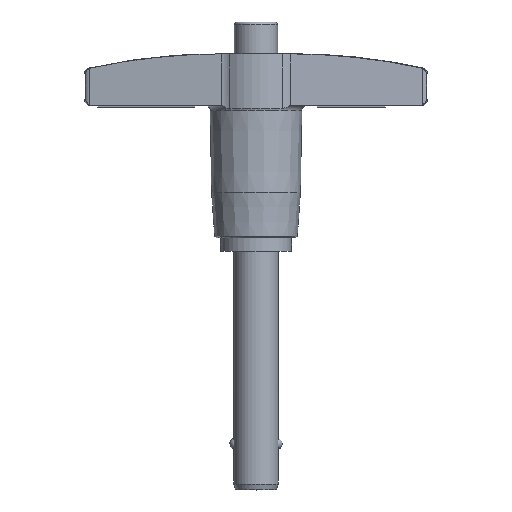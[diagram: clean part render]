
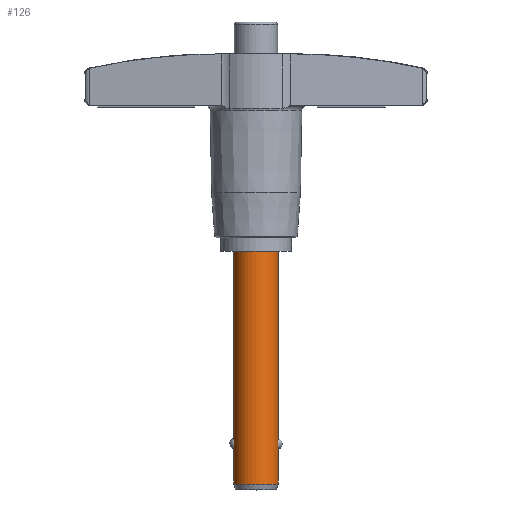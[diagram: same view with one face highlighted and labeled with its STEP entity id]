
A CAD part, top view. The second image highlights one B-rep face of the part: STEP entity #126.
In plain terms, the highlighted cylindrical face has radius 3 mm (diameter 6 mm), a full revolution.
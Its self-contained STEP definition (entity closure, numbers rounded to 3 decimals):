
#126 = ADVANCED_FACE( '', ( #281, #282, #283, #284 ), #285, .T. );
#281 = FACE_OUTER_BOUND( '', #468, .T. );
#282 = FACE_BOUND( '', #469, .T. );
#283 = FACE_BOUND( '', #470, .T. );
#284 = FACE_OUTER_BOUND( '', #471, .T. );
#285 = CYLINDRICAL_SURFACE( '', #472, 3. );
#468 = EDGE_LOOP( '', ( #806 ) );
#469 = EDGE_LOOP( '', ( #807 ) );
#470 = EDGE_LOOP( '', ( #808 ) );
#471 = EDGE_LOOP( '', ( #809 ) );
#472 = AXIS2_PLACEMENT_3D( '', #810, #811, #812 );
#806 = ORIENTED_EDGE( '', *, *, #1105, .F. );
#807 = ORIENTED_EDGE( '', *, *, #1108, .T. );
#808 = ORIENTED_EDGE( '', *, *, #1131, .T. );
#809 = ORIENTED_EDGE( '', *, *, #1132, .T. );
#810 = CARTESIAN_POINT( '', ( 0., 30.7, 0. ) );
#811 = DIRECTION( '', ( 0., -1., 0. ) );
#812 = DIRECTION( '', ( -1., 0., 0. ) );
#1105 = EDGE_CURVE( '', #1323, #1323, #1324, .T. );
#1108 = EDGE_CURVE( '', #1326, #1326, #1327, .T. );
#1131 = EDGE_CURVE( '', #1358, #1358, #1359, .T. );
#1132 = EDGE_CURVE( '', #1360, #1360, #1361, .T. );
#1323 = VERTEX_POINT( '', #1724 );
#1324 = CIRCLE( '', #1725, 3. );
#1326 = VERTEX_POINT( '', #1727 );
#1327 = B_SPLINE_CURVE_WITH_KNOTS( '', 3, ( #1728, #1729, #1730, #1731, #1732, #1733, #1734, #1735, #1736, #1737, #1738, #1739, #1740, #1741, #1742, #1743, #1744, #1745, #1746, #1747, #1748, #1749, #1750, #1751, #1752, #1753, #1754, #1755 ), .UNSPECIFIED., .T., .F., ( 2, 2, 2, 2, 2, 2, 2, 2, 2, 2, 2, 2, 2, 2, 2, 2 ), ( 0., 0., 0., 0.001, 0.001, 0.002, 0.002, 0.002, 0.003, 0.003, 0.004, 0.004, 0.004, 0.004, 0.005, 0.005 ), .UNSPECIFIED. );
#1358 = VERTEX_POINT( '', #1802 );
#1359 = B_SPLINE_CURVE_WITH_KNOTS( '', 3, ( #1803, #1804, #1805, #1806, #1807, #1808, #1809, #1810, #1811, #1812, #1813, #1814, #1815, #1816, #1817, #1818, #1819, #1820, #1821, #1822, #1823, #1824, #1825, #1826, #1827, #1828, #1829, #1830 ), .UNSPECIFIED., .T., .F., ( 2, 2, 2, 2, 2, 2, 2, 2, 2, 2, 2, 2, 2, 2, 2, 2 ), ( 0., 0., 0., 0.001, 0.001, 0.002, 0.002, 0.002, 0.003, 0.003, 0.004, 0.004, 0.004, 0.004, 0.005, 0.005 ), .UNSPECIFIED. );
#1360 = VERTEX_POINT( '', #1831 );
#1361 = CIRCLE( '', #1832, 3. );
#1724 = CARTESIAN_POINT( '', ( -3., 0., 0. ) );
#1725 = AXIS2_PLACEMENT_3D( '', #2054, #2055, #2056 );
#1727 = CARTESIAN_POINT( '', ( -2.901, -25.79, -0.765 ) );
#1728 = CARTESIAN_POINT( '', ( -2.901, -25.89, -0.765 ) );
#1729 = CARTESIAN_POINT( '', ( -2.901, -25.69, -0.765 ) );
#1730 = CARTESIAN_POINT( '', ( -2.906, -25.593, -0.744 ) );
#1731 = CARTESIAN_POINT( '', ( -2.926, -25.413, -0.666 ) );
#1732 = CARTESIAN_POINT( '', ( -2.939, -25.332, -0.607 ) );
#1733 = CARTESIAN_POINT( '', ( -2.978, -25.132, -0.394 ) );
#1734 = CARTESIAN_POINT( '', ( -3., -25.057, -0.197 ) );
#1735 = CARTESIAN_POINT( '', ( -3., -25.057, 0.197 ) );
#1736 = CARTESIAN_POINT( '', ( -2.978, -25.131, 0.393 ) );
#1737 = CARTESIAN_POINT( '', ( -2.939, -25.332, 0.608 ) );
#1738 = CARTESIAN_POINT( '', ( -2.926, -25.413, 0.666 ) );
#1739 = CARTESIAN_POINT( '', ( -2.906, -25.593, 0.745 ) );
#1740 = CARTESIAN_POINT( '', ( -2.901, -25.691, 0.765 ) );
#1741 = CARTESIAN_POINT( '', ( -2.901, -25.888, 0.765 ) );
#1742 = CARTESIAN_POINT( '', ( -2.906, -25.987, 0.745 ) );
#1743 = CARTESIAN_POINT( '', ( -2.925, -26.166, 0.666 ) );
#1744 = CARTESIAN_POINT( '', ( -2.939, -26.247, 0.608 ) );
#1745 = CARTESIAN_POINT( '', ( -2.978, -26.449, 0.393 ) );
#1746 = CARTESIAN_POINT( '', ( -3., -26.523, 0.197 ) );
#1747 = CARTESIAN_POINT( '', ( -3., -26.523, -0.099 ) );
#1748 = CARTESIAN_POINT( '', ( -2.995, -26.505, -0.198 ) );
#1749 = CARTESIAN_POINT( '', ( -2.977, -26.434, -0.38 ) );
#1750 = CARTESIAN_POINT( '', ( -2.965, -26.382, -0.465 ) );
#1751 = CARTESIAN_POINT( '', ( -2.939, -26.249, -0.607 ) );
#1752 = CARTESIAN_POINT( '', ( -2.926, -26.167, -0.666 ) );
#1753 = CARTESIAN_POINT( '', ( -2.907, -25.988, -0.744 ) );
#1754 = CARTESIAN_POINT( '', ( -2.901, -25.89, -0.765 ) );
#1755 = CARTESIAN_POINT( '', ( -2.901, -25.69, -0.765 ) );
#1802 = CARTESIAN_POINT( '', ( 2.901, -25.79, 0.765 ) );
#1803 = CARTESIAN_POINT( '', ( 2.901, -25.89, 0.765 ) );
#1804 = CARTESIAN_POINT( '', ( 2.901, -25.69, 0.765 ) );
#1805 = CARTESIAN_POINT( '', ( 2.906, -25.593, 0.744 ) );
#1806 = CARTESIAN_POINT( '', ( 2.926, -25.413, 0.666 ) );
#1807 = CARTESIAN_POINT( '', ( 2.939, -25.332, 0.607 ) );
#1808 = CARTESIAN_POINT( '', ( 2.978, -25.132, 0.394 ) );
#1809 = CARTESIAN_POINT( '', ( 3., -25.057, 0.197 ) );
#1810 = CARTESIAN_POINT( '', ( 3., -25.057, -0.197 ) );
#1811 = CARTESIAN_POINT( '', ( 2.978, -25.131, -0.393 ) );
#1812 = CARTESIAN_POINT( '', ( 2.939, -25.332, -0.608 ) );
#1813 = CARTESIAN_POINT( '', ( 2.926, -25.413, -0.666 ) );
#1814 = CARTESIAN_POINT( '', ( 2.906, -25.593, -0.745 ) );
#1815 = CARTESIAN_POINT( '', ( 2.901, -25.691, -0.765 ) );
#1816 = CARTESIAN_POINT( '', ( 2.901, -25.888, -0.765 ) );
#1817 = CARTESIAN_POINT( '', ( 2.906, -25.987, -0.745 ) );
#1818 = CARTESIAN_POINT( '', ( 2.925, -26.166, -0.666 ) );
#1819 = CARTESIAN_POINT( '', ( 2.939, -26.247, -0.608 ) );
#1820 = CARTESIAN_POINT( '', ( 2.978, -26.449, -0.393 ) );
#1821 = CARTESIAN_POINT( '', ( 3., -26.523, -0.197 ) );
#1822 = CARTESIAN_POINT( '', ( 3., -26.523, 0.099 ) );
#1823 = CARTESIAN_POINT( '', ( 2.995, -26.505, 0.198 ) );
#1824 = CARTESIAN_POINT( '', ( 2.977, -26.434, 0.38 ) );
#1825 = CARTESIAN_POINT( '', ( 2.965, -26.382, 0.465 ) );
#1826 = CARTESIAN_POINT( '', ( 2.939, -26.249, 0.607 ) );
#1827 = CARTESIAN_POINT( '', ( 2.926, -26.167, 0.666 ) );
#1828 = CARTESIAN_POINT( '', ( 2.907, -25.988, 0.744 ) );
#1829 = CARTESIAN_POINT( '', ( 2.901, -25.89, 0.765 ) );
#1830 = CARTESIAN_POINT( '', ( 2.901, -25.69, 0.765 ) );
#1831 = CARTESIAN_POINT( '', ( -3., -31.21, 0. ) );
#1832 = AXIS2_PLACEMENT_3D( '', #2084, #2085, #2086 );
#2054 = CARTESIAN_POINT( '', ( 0., 0., 0. ) );
#2055 = DIRECTION( '', ( 0., 1., 0. ) );
#2056 = DIRECTION( '', ( -1., 0., 0. ) );
#2084 = CARTESIAN_POINT( '', ( 0., -31.21, 0. ) );
#2085 = DIRECTION( '', ( 0., 1., 0. ) );
#2086 = DIRECTION( '', ( -1., 0., 0. ) );
